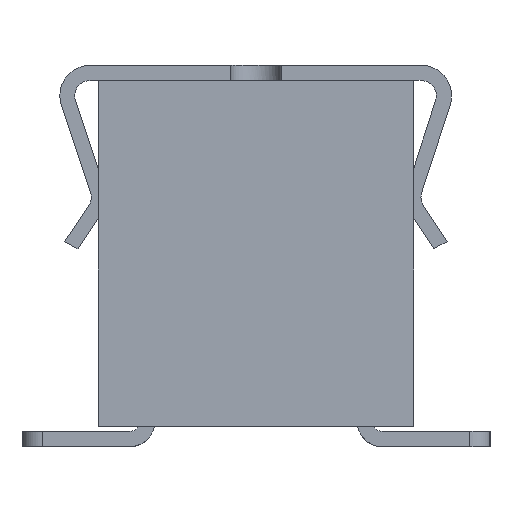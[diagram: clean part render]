
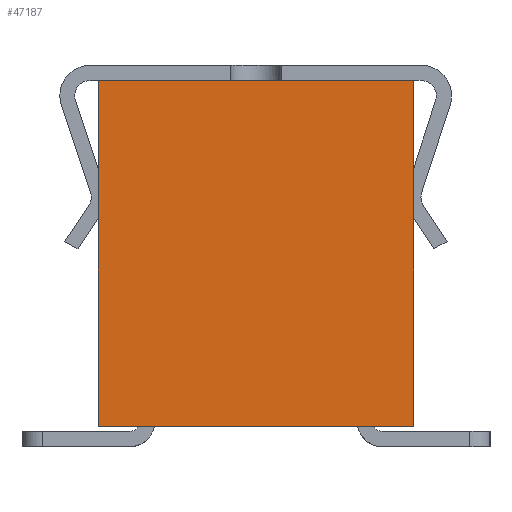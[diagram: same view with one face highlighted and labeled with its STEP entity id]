
A CAD part, left-side view. The second image highlights one B-rep face of the part: STEP entity #47187.
In plain terms, the highlighted planar face has unit normal (-1, 0, 0).
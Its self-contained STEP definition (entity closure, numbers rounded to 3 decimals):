
#3746=CARTESIAN_POINT('',(-6.55,-1.55,1.7));
#3747=VERTEX_POINT('',#3746);
#3827=CARTESIAN_POINT('',(-6.55,1.55,1.7));
#3828=VERTEX_POINT('',#3827);
#3835=CARTESIAN_POINT('',(-6.55,-1.55,1.7));
#3836=DIRECTION('',(0.,1.,0.));
#3837=VECTOR('',#3836,3.1);
#3838=LINE('',#3835,#3837);
#3839=EDGE_CURVE('',#3747,#3828,#3838,.T.);
#47157=CARTESIAN_POINT('',(-6.55,0.,0.));
#47158=DIRECTION('',(0.,-1.,0.));
#47159=DIRECTION('',(-1.,0.,0.));
#47160=AXIS2_PLACEMENT_3D('',#47157,#47159,#47158);
#47161=PLANE('',#47160);
#47162=CARTESIAN_POINT('',(-6.55,1.55,-1.7));
#47163=VERTEX_POINT('',#47162);
#47164=CARTESIAN_POINT('',(-6.55,-1.55,-1.7));
#47165=VERTEX_POINT('',#47164);
#47166=CARTESIAN_POINT('',(-6.55,1.55,-1.7));
#47167=DIRECTION('',(0.,-1.,0.));
#47168=VECTOR('',#47167,3.1);
#47169=LINE('',#47166,#47168);
#47170=EDGE_CURVE('',#47163,#47165,#47169,.T.);
#47171=ORIENTED_EDGE('',*,*,#47170,.T.);
#47172=CARTESIAN_POINT('',(-6.55,-1.55,1.7));
#47173=DIRECTION('',(0.,0.,-1.));
#47174=VECTOR('',#47173,3.4);
#47175=LINE('',#47172,#47174);
#47176=EDGE_CURVE('',#3747,#47165,#47175,.T.);
#47177=ORIENTED_EDGE('',*,*,#47176,.F.);
#47178=ORIENTED_EDGE('',*,*,#3839,.T.);
#47179=CARTESIAN_POINT('',(-6.55,1.55,-1.7));
#47180=DIRECTION('',(0.,0.,1.));
#47181=VECTOR('',#47180,3.4);
#47182=LINE('',#47179,#47181);
#47183=EDGE_CURVE('',#47163,#3828,#47182,.T.);
#47184=ORIENTED_EDGE('',*,*,#47183,.F.);
#47185=EDGE_LOOP('',(#47171,#47177,#47178,#47184));
#47186=FACE_OUTER_BOUND('',#47185,.T.);
#47187=ADVANCED_FACE('',(#47186),#47161,.T.);
